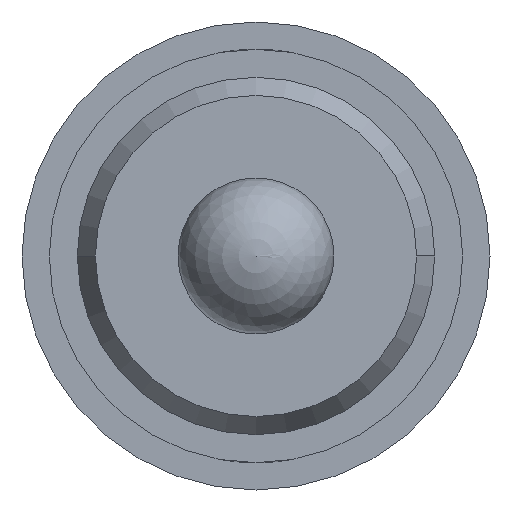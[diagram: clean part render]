
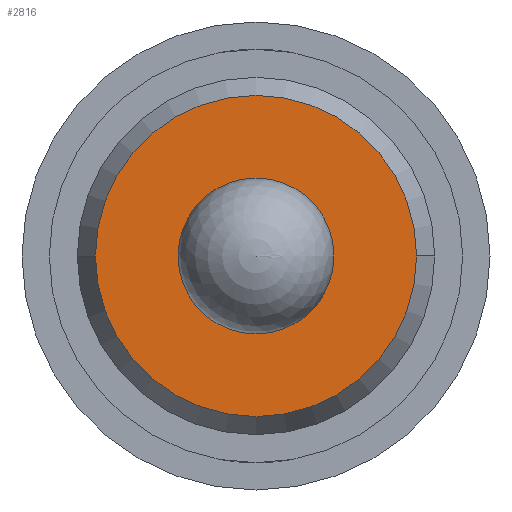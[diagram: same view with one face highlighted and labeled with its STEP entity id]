
A CAD part, front view. The second image highlights one B-rep face of the part: STEP entity #2816.
In plain terms, the highlighted planar face has unit normal (0, -1, 0).
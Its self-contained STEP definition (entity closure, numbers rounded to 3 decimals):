
#188 = CIRCLE ( 'NONE', #2489, 0.5 ) ;
#232 = DIRECTION ( 'NONE',  ( 0., 0., -1. ) ) ;
#302 = EDGE_CURVE ( 'Defeature ausgef�hrt1_17+Defeature ausgef�hrt1_14+Defeature ausgef�hrt1_14+Defeature ausgef�hrt1_14', #3812, #4530, #4570, .T. ) ;
#403 = FACE_OUTER_BOUND ( 'NONE', #972, .T. ) ;
#899 = CIRCLE ( 'NONE', #5432, 1.03 ) ;
#972 = EDGE_LOOP ( 'NONE', ( #1866, #1722 ) ) ;
#1003 = VERTEX_POINT ( 'NONE', #1225 ) ;
#1049 = AXIS2_PLACEMENT_3D ( 'NONE', #1374, #4034, #1396 ) ;
#1225 = CARTESIAN_POINT ( 'NONE',  ( 1.03, -28.6, 0. ) ) ;
#1374 = CARTESIAN_POINT ( 'NONE',  ( 0., -28.6, 0. ) ) ;
#1396 = DIRECTION ( 'NONE',  ( 0., 0., -1. ) ) ;
#1470 = CARTESIAN_POINT ( 'NONE',  ( 0., -28.6, -0.5 ) ) ;
#1583 = CARTESIAN_POINT ( 'NONE',  ( -1.145, -28.6, 0. ) ) ;
#1592 = EDGE_LOOP ( 'NONE', ( #1799, #1599 ) ) ;
#1599 = ORIENTED_EDGE ( 'NONE', *, *, #1872, .T. ) ;
#1722 = ORIENTED_EDGE ( 'NONE', *, *, #3059, .T. ) ;
#1764 = DIRECTION ( 'NONE',  ( 1., 0., 0. ) ) ;
#1799 = ORIENTED_EDGE ( 'NONE', *, *, #302, .T. ) ;
#1866 = ORIENTED_EDGE ( 'NONE', *, *, #3051, .T. ) ;
#1872 = EDGE_CURVE ( 'Defeature ausgef�hrt1_17+Defeature ausgef�hrt1_14+Defeature ausgef�hrt1_14+Defeature ausgef�hrt1_14', #4530, #3812, #188, .T. ) ;
#2036 = DIRECTION ( 'NONE',  ( 1., 0., 0. ) ) ;
#2430 = VERTEX_POINT ( 'NONE', #3361 ) ;
#2489 = AXIS2_PLACEMENT_3D ( 'NONE', #3367, #5137, #232 ) ;
#2816 = ADVANCED_FACE ( 'Defeature ausgef�hrt1_17', ( #3847, #403 ), #4297, .T. ) ;
#3051 = EDGE_CURVE ( 'Defeature ausgef�hrt1_17+Defeature ausgef�hrt1_16+Defeature ausgef�hrt1_16+Defeature ausgef�hrt1_16', #2430, #1003, #4415, .T. ) ;
#3059 = EDGE_CURVE ( 'Defeature ausgef�hrt1_17+Defeature ausgef�hrt1_16+Defeature ausgef�hrt1_16+Defeature ausgef�hrt1_16', #1003, #2430, #899, .T. ) ;
#3173 = CARTESIAN_POINT ( 'NONE',  ( 0., -28.6, 0. ) ) ;
#3361 = CARTESIAN_POINT ( 'NONE',  ( -1.03, -28.6, 0. ) ) ;
#3367 = CARTESIAN_POINT ( 'NONE',  ( 0., -28.6, 0. ) ) ;
#3447 = AXIS2_PLACEMENT_3D ( 'NONE', #3173, #4480, #1764 ) ;
#3694 = DIRECTION ( 'NONE',  ( 1., 0., 0. ) ) ;
#3812 = VERTEX_POINT ( 'NONE', #4139 ) ;
#3847 = FACE_BOUND ( 'NONE', #1592, .T. ) ;
#4034 = DIRECTION ( 'NONE',  ( 0., 1., 0. ) ) ;
#4139 = CARTESIAN_POINT ( 'NONE',  ( 0., -28.6, 0.5 ) ) ;
#4297 = PLANE ( 'NONE',  #5236 ) ;
#4415 = CIRCLE ( 'NONE', #3447, 1.03 ) ;
#4480 = DIRECTION ( 'NONE',  ( 0., -1., 0. ) ) ;
#4530 = VERTEX_POINT ( 'NONE', #1470 ) ;
#4570 = CIRCLE ( 'NONE', #1049, 0.5 ) ;
#4599 = DIRECTION ( 'NONE',  ( 0., -1., 0. ) ) ;
#5125 = DIRECTION ( 'NONE',  ( 0., -1., 0. ) ) ;
#5137 = DIRECTION ( 'NONE',  ( 0., 1., 0. ) ) ;
#5236 = AXIS2_PLACEMENT_3D ( 'NONE', #1583, #5125, #2036 ) ;
#5432 = AXIS2_PLACEMENT_3D ( 'NONE', #5477, #4599, #3694 ) ;
#5477 = CARTESIAN_POINT ( 'NONE',  ( 0., -28.6, 0. ) ) ;
